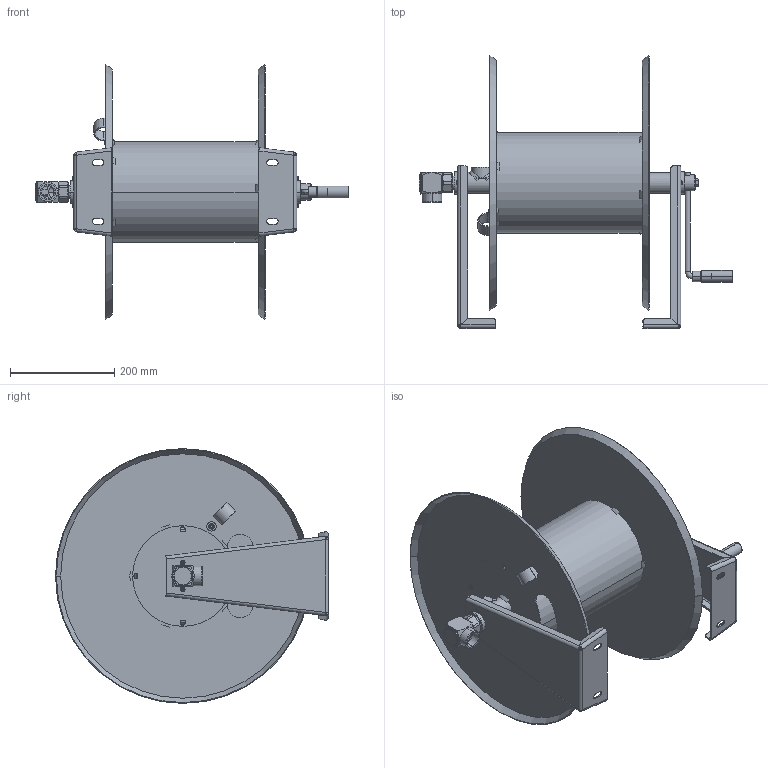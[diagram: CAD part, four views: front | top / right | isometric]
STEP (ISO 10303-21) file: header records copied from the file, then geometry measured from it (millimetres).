
FILE_DESCRIPTION((''),'2;1');
FILE_NAME('342_030_M_ASM','2019-12-12T',('CAD-01'),('CDM'),'PRO/ENGINEER BY PARAMETRIC TECHNOLOGY CORPORATION, 2015030','PRO/ENGINEER BY PARAMETRIC TECHNOLOGY CORPORATION, 2015030','');
FILE_SCHEMA(('CONFIG_CONTROL_DESIGN'));
Length unit declared in the file: millimetre
Products named in the file (1): 342_030_M_ASM
Bounding box: 603.2 x 525 x 490 mm (x, y, z)
Surface area: 1295281.3 mm2 (no closed solid volume)
Topology: 0 solids, 47 shells, 378 faces, 1245 edges, 883 vertices
Faces by surface type: plane 150, cylinder 117, cone 73, bspline 23, sphere 10, torus 5
Entity records: 24811 total; most frequent: CARTESIAN_POINT 6574, DIRECTION 2273, ORIENTED_EDGE 1958, PRESENTATION_STYLE_ASSIGNMENT 1612, STYLED_ITEM 1265, CURVE_STYLE 1237, EDGE_CURVE 1237, VERTEX_POINT 883
